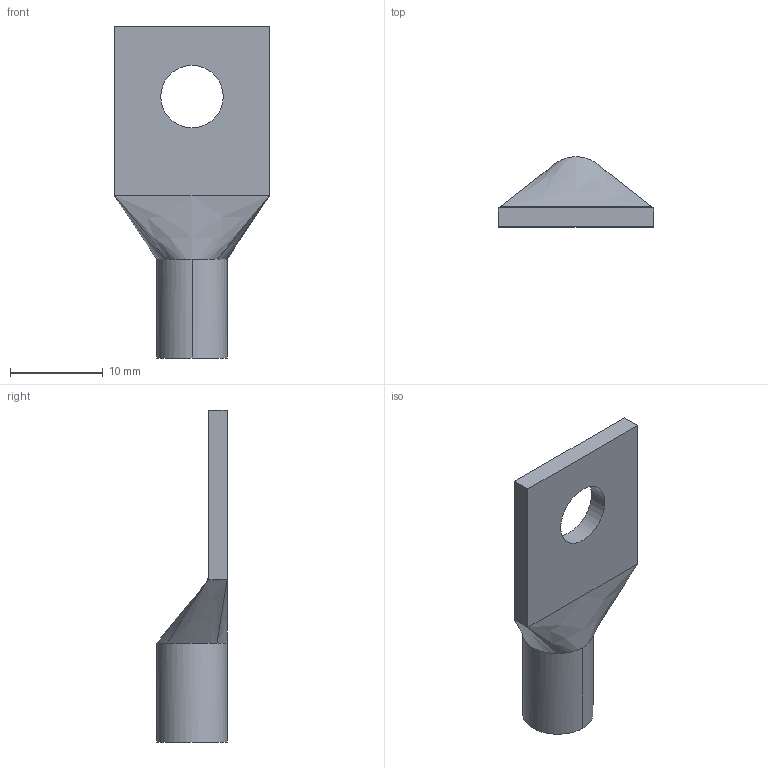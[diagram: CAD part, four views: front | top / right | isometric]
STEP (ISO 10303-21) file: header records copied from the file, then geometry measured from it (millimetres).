
FILE_DESCRIPTION((''),'2;1');
FILE_NAME('C-328142','2008-08-26T',('workeradm'),('Tyco Electronics Corporation'),'PRO/ENGINEER BY PARAMETRIC TECHNOLOGY CORPORATION, 2005450','PRO/ENGINEER BY PARAMETRIC TECHNOLOGY CORPORATION, 2005450','');
FILE_SCHEMA(('CONFIG_CONTROL_DESIGN', 'GEOMETRIC_VALIDATION_PROPERTIES_MIM'));
Length unit declared in the file: millimetre
Products named in the file (1): C-328142
Bounding box: 16.76 x 7.59 x 35.81 mm (x, y, z)
Volume: 1338.1 mm3; surface area: 1246.3 mm2
Topology: 1 solids, 1 shells, 18 faces, 46 edges, 31 vertices
Faces by surface type: plane 7, cylinder 6, bspline 5
Entity records: 852 total; most frequent: CARTESIAN_POINT 287, ORIENTED_EDGE 92, DIRECTION 84, COLOUR_RGB 64, EDGE_CURVE 46, AXIS2_PLACEMENT_3D 31, VERTEX_POINT 31, VECTOR 22
